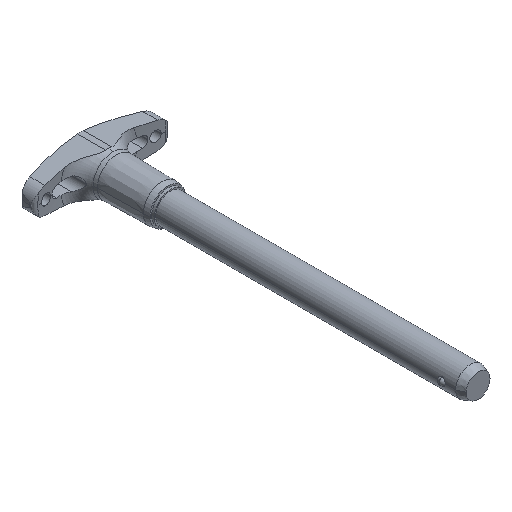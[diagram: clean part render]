
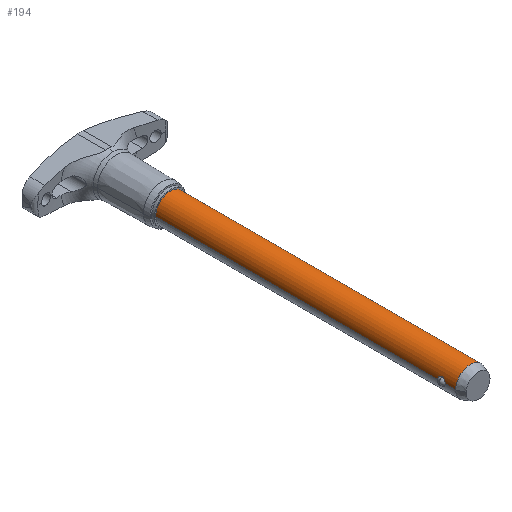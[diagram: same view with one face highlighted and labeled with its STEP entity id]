
A CAD part, isometric view. The second image highlights one B-rep face of the part: STEP entity #194.
In plain terms, the highlighted cylindrical face has radius 5.556 mm (diameter 11.113 mm), a partial arc.
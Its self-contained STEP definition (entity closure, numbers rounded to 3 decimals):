
#194=ADVANCED_FACE('',(#411),#412,.T.);
#411=FACE_OUTER_BOUND('',#646,.T.);
#412=CYLINDRICAL_SURFACE('',#647,5.556);
#646=EDGE_LOOP('',(#1187,#1188,#1189,#1190,#1191,#1192,#1193,#1194,#1195,#1196));
#647=AXIS2_PLACEMENT_3D('',#1197,#1198,#1199);
#1187=ORIENTED_EDGE('',*,*,#1566,.T.);
#1188=ORIENTED_EDGE('',*,*,#1636,.T.);
#1189=ORIENTED_EDGE('',*,*,#1679,.T.);
#1190=ORIENTED_EDGE('',*,*,#1572,.T.);
#1191=ORIENTED_EDGE('',*,*,#1599,.F.);
#1192=ORIENTED_EDGE('',*,*,#1570,.T.);
#1193=ORIENTED_EDGE('',*,*,#1609,.T.);
#1194=ORIENTED_EDGE('',*,*,#1560,.T.);
#1195=ORIENTED_EDGE('',*,*,#1568,.T.);
#1196=ORIENTED_EDGE('',*,*,#1680,.T.);
#1197=CARTESIAN_POINT('',(0.0,-58.166,0.0));
#1198=DIRECTION('',(-0.0,1.0,0.0));
#1199=DIRECTION('',(1.0,0.0,0.0));
#1560=EDGE_CURVE('',#1923,#1926,#1928,.T.);
#1566=EDGE_CURVE('',#1936,#1937,#1938,.T.);
#1568=EDGE_CURVE('',#1926,#1939,#1941,.T.);
#1570=EDGE_CURVE('',#1944,#1942,#1945,.T.);
#1572=EDGE_CURVE('',#1948,#1946,#1949,.T.);
#1599=EDGE_CURVE('',#1944,#1946,#1991,.T.);
#1609=EDGE_CURVE('',#1942,#1923,#2004,.T.);
#1636=EDGE_CURVE('',#1937,#2042,#2044,.T.);
#1679=EDGE_CURVE('',#2042,#1948,#2097,.T.);
#1680=EDGE_CURVE('',#1939,#1936,#2098,.T.);
#1923=VERTEX_POINT('',#2755);
#1926=VERTEX_POINT('',#2758);
#1928=B_SPLINE_CURVE_WITH_KNOTS('',3,(#2773,#2774,#2775,#2776,#2777,#2778,#2779,#2780,#2781,#2782,#2783,#2784,#2785,#2786),.UNSPECIFIED.,.F.,.F.,(4,2,2,2,2,2,4),(0.0,0.475,0.949,1.169,1.388,1.754,2.12),.UNSPECIFIED.);
#1936=VERTEX_POINT('',#2843);
#1937=VERTEX_POINT('',#2844);
#1938=LINE('',#2845,#2846);
#1939=VERTEX_POINT('',#2847);
#1941=LINE('',#2849,#2850);
#1942=VERTEX_POINT('',#2851);
#1944=VERTEX_POINT('',#2866);
#1945=LINE('',#2867,#2868);
#1946=VERTEX_POINT('',#2869);
#1948=VERTEX_POINT('',#2871);
#1949=LINE('',#2872,#2873);
#1991=CIRCLE('',#3100,5.556);
#2004=B_SPLINE_CURVE_WITH_KNOTS('',3,(#3128,#3129,#3130,#3131,#3132,#3133,#3134,#3135,#3136,#3137,#3138,#3139,#3140,#3141),.UNSPECIFIED.,.F.,.F.,(4,2,2,2,2,2,4),(6.359,6.724,7.09,7.309,7.529,8.003,8.478),.UNSPECIFIED.);
#2042=VERTEX_POINT('',#3464);
#2044=B_SPLINE_CURVE_WITH_KNOTS('',3,(#3466,#3467,#3468,#3469,#3470,#3471,#3472,#3473,#3474,#3475,#3476,#3477,#3478,#3479),.UNSPECIFIED.,.F.,.F.,(4,2,2,2,2,2,4),(2.12,2.485,2.851,3.07,3.29,3.764,4.239),.UNSPECIFIED.);
#2097=B_SPLINE_CURVE_WITH_KNOTS('',3,(#3649,#3650,#3651,#3652,#3653,#3654,#3655,#3656,#3657,#3658,#3659,#3660,#3661,#3662),.UNSPECIFIED.,.F.,.F.,(4,2,2,2,2,2,4),(4.239,4.714,5.188,5.408,5.627,5.993,6.359),.UNSPECIFIED.);
#2098=CIRCLE('',#3663,5.556);
#2755=CARTESIAN_POINT('',(-5.365,-108.058,1.446));
#2758=CARTESIAN_POINT('',(-5.556,-109.437,0.));
#2773=CARTESIAN_POINT('',(-5.365,-108.058,1.446));
#2774=CARTESIAN_POINT('',(-5.365,-108.216,1.446));
#2775=CARTESIAN_POINT('',(-5.373,-108.385,1.416));
#2776=CARTESIAN_POINT('',(-5.404,-108.699,1.294));
#2777=CARTESIAN_POINT('',(-5.426,-108.843,1.203));
#2778=CARTESIAN_POINT('',(-5.456,-109.013,1.049));
#2779=CARTESIAN_POINT('',(-5.467,-109.068,0.992));
#2780=CARTESIAN_POINT('',(-5.488,-109.167,0.868));
#2781=CARTESIAN_POINT('',(-5.499,-109.211,0.801));
#2782=CARTESIAN_POINT('',(-5.521,-109.305,0.632));
#2783=CARTESIAN_POINT('',(-5.534,-109.356,0.509));
#2784=CARTESIAN_POINT('',(-5.552,-109.421,0.254));
#2785=CARTESIAN_POINT('',(-5.556,-109.437,0.122));
#2786=CARTESIAN_POINT('',(-5.556,-109.437,0.));
#2843=CARTESIAN_POINT('',(5.556,-113.436,0.0));
#2844=CARTESIAN_POINT('',(5.556,-109.437,0.));
#2845=CARTESIAN_POINT('',(5.556,-58.166,0.));
#2846=VECTOR('',#4065,1.0);
#2847=CARTESIAN_POINT('',(-5.556,-113.436,0.));
#2849=CARTESIAN_POINT('',(-5.556,-58.166,0.));
#2850=VECTOR('',#4069,1.0);
#2851=CARTESIAN_POINT('',(-5.556,-106.68,0.));
#2866=CARTESIAN_POINT('',(-5.556,0.0,0.));
#2867=CARTESIAN_POINT('',(-5.556,-58.166,0.));
#2868=VECTOR('',#4070,1.0);
#2869=CARTESIAN_POINT('',(5.556,0.0,0.0));
#2871=CARTESIAN_POINT('',(5.556,-106.68,0.));
#2872=CARTESIAN_POINT('',(5.556,-58.166,0.));
#2873=VECTOR('',#4074,1.0);
#3100=AXIS2_PLACEMENT_3D('',#4100,#4101,#4102);
#3128=CARTESIAN_POINT('',(-5.556,-106.68,0.));
#3129=CARTESIAN_POINT('',(-5.556,-106.68,0.122));
#3130=CARTESIAN_POINT('',(-5.552,-106.695,0.254));
#3131=CARTESIAN_POINT('',(-5.534,-106.761,0.509));
#3132=CARTESIAN_POINT('',(-5.521,-106.811,0.632));
#3133=CARTESIAN_POINT('',(-5.499,-106.906,0.801));
#3134=CARTESIAN_POINT('',(-5.488,-106.95,0.868));
#3135=CARTESIAN_POINT('',(-5.467,-107.048,0.992));
#3136=CARTESIAN_POINT('',(-5.456,-107.103,1.049));
#3137=CARTESIAN_POINT('',(-5.426,-107.274,1.203));
#3138=CARTESIAN_POINT('',(-5.404,-107.418,1.294));
#3139=CARTESIAN_POINT('',(-5.373,-107.731,1.416));
#3140=CARTESIAN_POINT('',(-5.365,-107.9,1.446));
#3141=CARTESIAN_POINT('',(-5.365,-108.058,1.446));
#3464=CARTESIAN_POINT('',(5.365,-108.058,1.446));
#3466=CARTESIAN_POINT('',(5.556,-109.437,0.));
#3467=CARTESIAN_POINT('',(5.556,-109.437,0.122));
#3468=CARTESIAN_POINT('',(5.552,-109.421,0.254));
#3469=CARTESIAN_POINT('',(5.534,-109.356,0.509));
#3470=CARTESIAN_POINT('',(5.521,-109.305,0.632));
#3471=CARTESIAN_POINT('',(5.499,-109.211,0.801));
#3472=CARTESIAN_POINT('',(5.488,-109.167,0.868));
#3473=CARTESIAN_POINT('',(5.467,-109.068,0.992));
#3474=CARTESIAN_POINT('',(5.456,-109.013,1.049));
#3475=CARTESIAN_POINT('',(5.426,-108.843,1.203));
#3476=CARTESIAN_POINT('',(5.404,-108.699,1.294));
#3477=CARTESIAN_POINT('',(5.373,-108.385,1.416));
#3478=CARTESIAN_POINT('',(5.365,-108.216,1.446));
#3479=CARTESIAN_POINT('',(5.365,-108.058,1.446));
#3649=CARTESIAN_POINT('',(5.365,-108.058,1.446));
#3650=CARTESIAN_POINT('',(5.365,-107.9,1.446));
#3651=CARTESIAN_POINT('',(5.373,-107.731,1.416));
#3652=CARTESIAN_POINT('',(5.404,-107.418,1.294));
#3653=CARTESIAN_POINT('',(5.426,-107.274,1.203));
#3654=CARTESIAN_POINT('',(5.456,-107.103,1.049));
#3655=CARTESIAN_POINT('',(5.467,-107.048,0.992));
#3656=CARTESIAN_POINT('',(5.488,-106.95,0.868));
#3657=CARTESIAN_POINT('',(5.499,-106.906,0.801));
#3658=CARTESIAN_POINT('',(5.521,-106.811,0.632));
#3659=CARTESIAN_POINT('',(5.534,-106.761,0.509));
#3660=CARTESIAN_POINT('',(5.552,-106.695,0.254));
#3661=CARTESIAN_POINT('',(5.556,-106.68,0.122));
#3662=CARTESIAN_POINT('',(5.556,-106.68,0.));
#3663=AXIS2_PLACEMENT_3D('',#4177,#4178,#4179);
#4065=DIRECTION('',(0.0,1.0,0.0));
#4069=DIRECTION('',(-0.0,-1.0,-0.0));
#4070=DIRECTION('',(-0.0,-1.0,-0.0));
#4074=DIRECTION('',(0.0,1.0,0.0));
#4100=CARTESIAN_POINT('',(0.0,0.0,0.0));
#4101=DIRECTION('',(-0.0,1.0,0.0));
#4102=DIRECTION('',(1.0,0.0,0.0));
#4177=CARTESIAN_POINT('',(0.0,-113.436,0.0));
#4178=DIRECTION('',(0.,1.0,0.0));
#4179=DIRECTION('',(1.0,0.,0.0));
